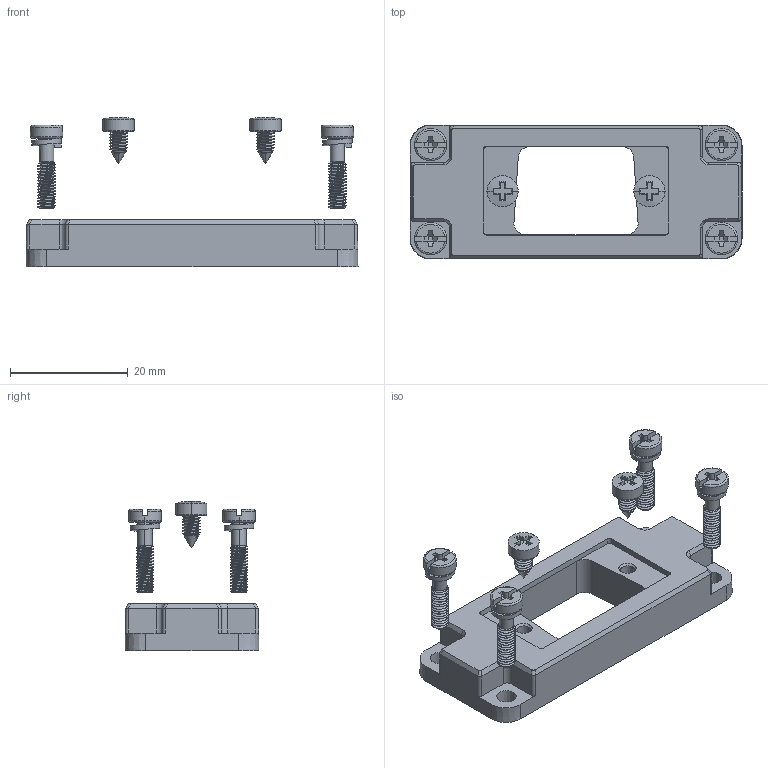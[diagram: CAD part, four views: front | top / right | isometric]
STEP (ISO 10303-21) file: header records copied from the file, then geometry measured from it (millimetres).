
FILE_DESCRIPTION(/* description */ (''),/* implementation_level */ '2;1');
FILE_NAME(/* name */ 'APT-10A_DB-d25,D-Sub适配器.stp',/* time_stamp */ '2023-03-06T11:41:25+08:00',/* author */ (''),/* organization */ (''),/* preprocessor_version */ 'ST-DEVELOPER v18.1',/* originating_system */ 'SIEMENS PLM Software NX 1980',/* authorisation */ '');
FILE_SCHEMA (('AUTOMOTIVE_DESIGN { 1 0 10303 214 3 1 1 1 }'));
Products named in the file (1): APT-10A_DB-d25,D-Sub适配器
Bounding box: 56.5 x 22.8 x 25.44 mm (x, y, z)
Volume: 4230 mm3; surface area: 6802.1 mm2
Topology: 11 solids, 11 shells, 904 faces, 2510 edges, 1640 vertices
Faces by surface type: cylinder 486, plane 220, cone 86, torus 71, bspline 33, sphere 8
Entity records: 49669 total; most frequent: CARTESIAN_POINT 28191, ORIENTED_EDGE 5020, DIRECTION 3722, EDGE_CURVE 2510, VERTEX_POINT 1640, AXIS2_PLACEMENT_3D 1426, B_SPLINE_CURVE_WITH_KNOTS 1085, EDGE_LOOP 930
